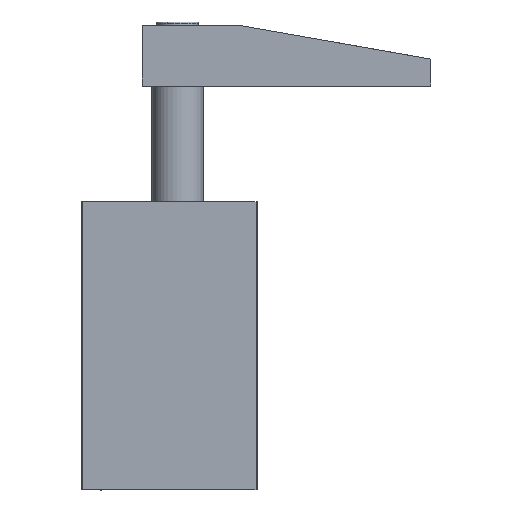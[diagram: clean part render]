
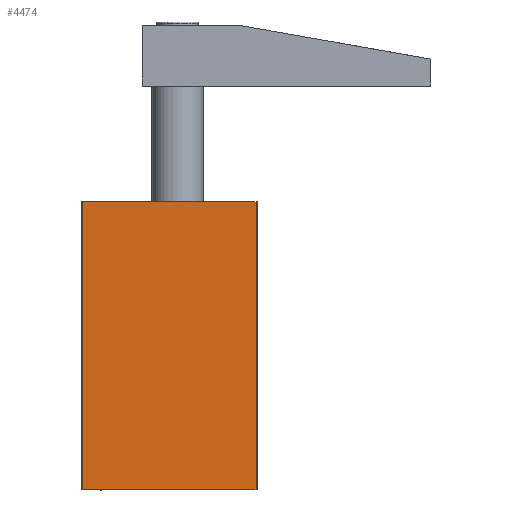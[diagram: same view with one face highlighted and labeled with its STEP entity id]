
A CAD part, front view. The second image highlights one B-rep face of the part: STEP entity #4474.
In plain terms, the highlighted planar face has unit normal (0, -1, 0).
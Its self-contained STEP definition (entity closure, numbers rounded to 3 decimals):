
#452 = DIRECTION ( 'NONE',  ( 0., 0., 1. ) ) ;
#492 = EDGE_CURVE ( 'NONE', #3240, #5618, #6100, .T. ) ;
#1100 = CARTESIAN_POINT ( 'NONE',  ( 0., -35., 90. ) ) ;
#1380 = VECTOR ( 'NONE', #452, 1000. ) ;
#3240 = VERTEX_POINT ( 'NONE', #5941 ) ;
#3937 = AXIS2_PLACEMENT_3D ( 'NONE', #4033, #21863, #11243 ) ;
#4033 = CARTESIAN_POINT ( 'NONE',  ( 24.5, -35., 90. ) ) ;
#4474 = ADVANCED_FACE ( 'NONE', ( #12584 ), #21788, .F. ) ;
#5618 = VERTEX_POINT ( 'NONE', #9287 ) ;
#5941 = CARTESIAN_POINT ( 'NONE',  ( 24.5, -35., 0. ) ) ;
#6100 = LINE ( 'NONE', #11057, #1380 ) ;
#7441 = VERTEX_POINT ( 'NONE', #19265 ) ;
#8232 = DIRECTION ( 'NONE',  ( 1., 0., 0. ) ) ;
#8313 = VECTOR ( 'NONE', #12747, 1000. ) ;
#9287 = CARTESIAN_POINT ( 'NONE',  ( 24.5, -35., 90. ) ) ;
#9593 = VECTOR ( 'NONE', #8232, 1000. ) ;
#9758 = ORIENTED_EDGE ( 'NONE', *, *, #17009, .F. ) ;
#11057 = CARTESIAN_POINT ( 'NONE',  ( 24.5, -35., 90. ) ) ;
#11243 = DIRECTION ( 'NONE',  ( 0., 0., 1. ) ) ;
#11744 = CARTESIAN_POINT ( 'NONE',  ( -29.5, -35., 90. ) ) ;
#11967 = LINE ( 'NONE', #17408, #22508 ) ;
#12202 = DIRECTION ( 'NONE',  ( 0., 0., 1. ) ) ;
#12584 = FACE_OUTER_BOUND ( 'NONE', #22009, .T. ) ;
#12747 = DIRECTION ( 'NONE',  ( 1., 0., 0. ) ) ;
#12836 = ORIENTED_EDGE ( 'NONE', *, *, #19795, .F. ) ;
#14335 = LINE ( 'NONE', #1100, #9593 ) ;
#14445 = CARTESIAN_POINT ( 'NONE',  ( 0., -35., 0. ) ) ;
#14836 = ORIENTED_EDGE ( 'NONE', *, *, #17828, .T. ) ;
#16868 = VERTEX_POINT ( 'NONE', #11744 ) ;
#17009 = EDGE_CURVE ( 'NONE', #7441, #16868, #11967, .T. ) ;
#17408 = CARTESIAN_POINT ( 'NONE',  ( -29.5, -35., 90. ) ) ;
#17828 = EDGE_CURVE ( 'NONE', #7441, #3240, #22483, .T. ) ;
#19265 = CARTESIAN_POINT ( 'NONE',  ( -29.5, -35., 0. ) ) ;
#19795 = EDGE_CURVE ( 'NONE', #16868, #5618, #14335, .T. ) ;
#21707 = ORIENTED_EDGE ( 'NONE', *, *, #492, .T. ) ;
#21788 = PLANE ( 'NONE',  #3937 ) ;
#21863 = DIRECTION ( 'NONE',  ( 0., 1., 0. ) ) ;
#22009 = EDGE_LOOP ( 'NONE', ( #21707, #12836, #9758, #14836 ) ) ;
#22483 = LINE ( 'NONE', #14445, #8313 ) ;
#22508 = VECTOR ( 'NONE', #12202, 1000. ) ;
